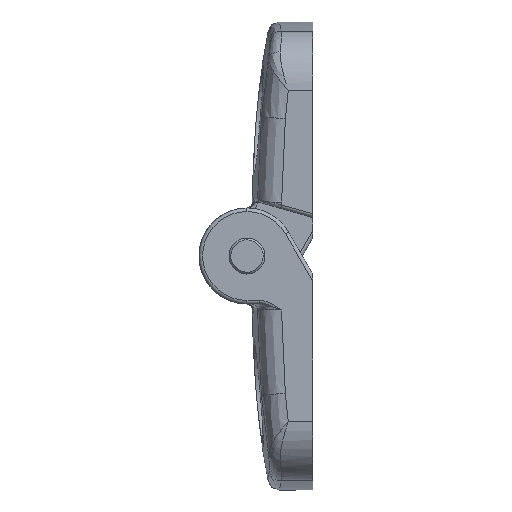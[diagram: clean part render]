
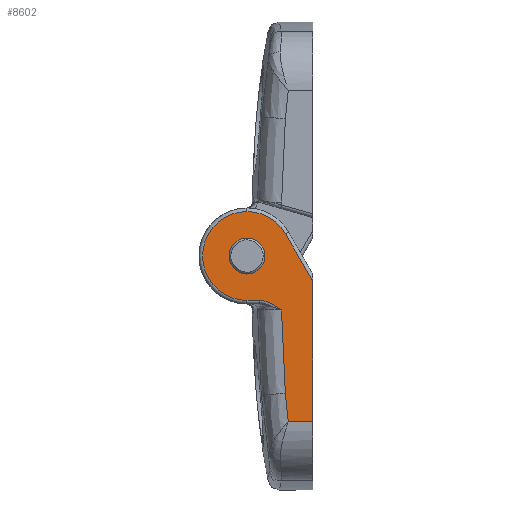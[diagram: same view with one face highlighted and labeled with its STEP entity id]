
A CAD part, left-side view. The second image highlights one B-rep face of the part: STEP entity #8602.
In plain terms, the highlighted planar face has unit normal (-1, 0, 0).
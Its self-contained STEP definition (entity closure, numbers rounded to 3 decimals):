
#205 = CARTESIAN_POINT ( 'NONE',  ( -15., 2.238, -12.215 ) ) ;
#213 = DIRECTION ( 'NONE',  ( 0., 0., 1. ) ) ;
#280 = CARTESIAN_POINT ( 'NONE',  ( -15., 2.306, -11.43 ) ) ;
#431 = EDGE_CURVE ( 'NONE', #10513, #7307, #3367, .T. ) ;
#720 = EDGE_CURVE ( 'NONE', #10646, #5730, #3718, .T. ) ;
#820 = CARTESIAN_POINT ( 'NONE',  ( -15., 3.179, -4.117 ) ) ;
#1007 = CARTESIAN_POINT ( 'NONE',  ( -15., 2.622, -4.5 ) ) ;
#1128 = CARTESIAN_POINT ( 'NONE',  ( -15., 5.5, 0. ) ) ;
#1154 = AXIS2_PLACEMENT_3D ( 'NONE', #5804, #6634, #7491 ) ;
#1296 = CARTESIAN_POINT ( 'NONE',  ( -15., 9.5, -13.782 ) ) ;
#1393 = DIRECTION ( 'NONE',  ( 0., 0.5, 0.866 ) ) ;
#1435 = VECTOR ( 'NONE', #1393, 1000. ) ;
#1638 = CARTESIAN_POINT ( 'NONE',  ( -15., 2.622, -4.5 ) ) ;
#1813 = EDGE_CURVE ( 'NONE', #10513, #5656, #7924, .T. ) ;
#2069 = ORIENTED_EDGE ( 'NONE', *, *, #3156, .T. ) ;
#2144 = CARTESIAN_POINT ( 'NONE',  ( -15., 2.609, -6.814 ) ) ;
#2183 = CARTESIAN_POINT ( 'NONE',  ( -15., 2.306, -11.43 ) ) ;
#2189 = VECTOR ( 'NONE', #9340, 1000. ) ;
#2469 = VECTOR ( 'NONE', #9057, 1000. ) ;
#2611 = ORIENTED_EDGE ( 'NONE', *, *, #6633, .T. ) ;
#2656 = DIRECTION ( 'NONE',  ( 0., 0., 1. ) ) ;
#2659 = EDGE_CURVE ( 'NONE', #5714, #3963, #4692, .T. ) ;
#2755 = CARTESIAN_POINT ( 'NONE',  ( -15., 2.066, -13.782 ) ) ;
#3156 = EDGE_CURVE ( 'NONE', #5656, #5714, #10482, .T. ) ;
#3184 = DIRECTION ( 'NONE',  ( 0., 0., 1. ) ) ;
#3253 = DIRECTION ( 'NONE',  ( 0., 0., 1. ) ) ;
#3367 = LINE ( 'NONE', #6007, #2189 ) ;
#3429 = AXIS2_PLACEMENT_3D ( 'NONE', #1128, #9077, #3184 ) ;
#3504 = FACE_BOUND ( 'NONE', #10566, .T. ) ;
#3640 = CARTESIAN_POINT ( 'NONE',  ( -15., 0., -13.782 ) ) ;
#3718 = CIRCLE ( 'NONE', #3429, 1.5 ) ;
#3768 = FACE_OUTER_BOUND ( 'NONE', #5251, .T. ) ;
#3963 = VERTEX_POINT ( 'NONE', #5248 ) ;
#4010 = CARTESIAN_POINT ( 'NONE',  ( -15., 4.122, -3.7 ) ) ;
#4225 = ORIENTED_EDGE ( 'NONE', *, *, #6553, .T. ) ;
#4563 = CARTESIAN_POINT ( 'NONE',  ( -15., 2.158, -13. ) ) ;
#4607 = VECTOR ( 'NONE', #10535, 1000. ) ;
#4692 = CIRCLE ( 'NONE', #8419, 3.7 ) ;
#4696 = ORIENTED_EDGE ( 'NONE', *, *, #2659, .T. ) ;
#4890 = VERTEX_POINT ( 'NONE', #1007 ) ;
#4921 = CARTESIAN_POINT ( 'NONE',  ( -15., -84.5, -4. ) ) ;
#5021 = DIRECTION ( 'NONE',  ( -1., 0., 0. ) ) ;
#5248 = CARTESIAN_POINT ( 'NONE',  ( -15., 5.5, -3.7 ) ) ;
#5251 = EDGE_LOOP ( 'NONE', ( #7610, #10447, #5556, #2611, #4225, #7950, #6658, #2069, #4696 ) ) ;
#5268 = DIRECTION ( 'NONE',  ( -1., 0., 0. ) ) ;
#5383 = CARTESIAN_POINT ( 'NONE',  ( -15., 2.306, -11.43 ) ) ;
#5399 = ORIENTED_EDGE ( 'NONE', *, *, #720, .F. ) ;
#5556 = ORIENTED_EDGE ( 'NONE', *, *, #8826, .T. ) ;
#5656 = VERTEX_POINT ( 'NONE', #6341 ) ;
#5710 = CARTESIAN_POINT ( 'NONE',  ( -15., 4.455, -3.7 ) ) ;
#5714 = VERTEX_POINT ( 'NONE', #9818 ) ;
#5730 = VERTEX_POINT ( 'NONE', #8106 ) ;
#5804 = CARTESIAN_POINT ( 'NONE',  ( -15., 5.5, 0. ) ) ;
#5821 = EDGE_CURVE ( 'NONE', #5730, #10646, #9091, .T. ) ;
#5876 = CARTESIAN_POINT ( 'NONE',  ( -15., 3.781, -3.815 ) ) ;
#5937 = VERTEX_POINT ( 'NONE', #9216 ) ;
#6007 = CARTESIAN_POINT ( 'NONE',  ( -15., 0., -1.75 ) ) ;
#6341 = CARTESIAN_POINT ( 'NONE',  ( -15., 2.296, 1.85 ) ) ;
#6553 = EDGE_CURVE ( 'NONE', #5937, #7307, #6597, .T. ) ;
#6597 = LINE ( 'NONE', #1296, #4607 ) ;
#6633 = EDGE_CURVE ( 'NONE', #7126, #5937, #10741, .T. ) ;
#6634 = DIRECTION ( 'NONE',  ( -1., 0., 0. ) ) ;
#6658 = ORIENTED_EDGE ( 'NONE', *, *, #1813, .T. ) ;
#6724 = CARTESIAN_POINT ( 'NONE',  ( -15., 2.902, -4.308 ) ) ;
#6861 = PLANE ( 'NONE',  #8098 ) ;
#7126 = VERTEX_POINT ( 'NONE', #5383 ) ;
#7157 = EDGE_CURVE ( 'NONE', #7548, #4890, #10759, .T. ) ;
#7307 = VERTEX_POINT ( 'NONE', #3640 ) ;
#7491 = DIRECTION ( 'NONE',  ( 0., 0., 1. ) ) ;
#7548 = VERTEX_POINT ( 'NONE', #9126 ) ;
#7610 = ORIENTED_EDGE ( 'NONE', *, *, #7618, .T. ) ;
#7618 = EDGE_CURVE ( 'NONE', #3963, #7548, #10652, .T. ) ;
#7736 = DIRECTION ( 'NONE',  ( -1., 0., 0. ) ) ;
#7759 = CARTESIAN_POINT ( 'NONE',  ( -15., 5.5, 1.5 ) ) ;
#7924 = LINE ( 'NONE', #8892, #1435 ) ;
#7938 = CARTESIAN_POINT ( 'NONE',  ( -15., 2.622, -4.5 ) ) ;
#7950 = ORIENTED_EDGE ( 'NONE', *, *, #431, .F. ) ;
#8098 = AXIS2_PLACEMENT_3D ( 'NONE', #4921, #7736, #2656 ) ;
#8106 = CARTESIAN_POINT ( 'NONE',  ( -15., 5.5, -1.5 ) ) ;
#8111 = CARTESIAN_POINT ( 'NONE',  ( -15., 2.503, -9.124 ) ) ;
#8368 = AXIS2_PLACEMENT_3D ( 'NONE', #10059, #5021, #3253 ) ;
#8369 = B_SPLINE_CURVE_WITH_KNOTS ( 'NONE', 3,
 ( #7938, #2144, #8111, #2183 ),
 .UNSPECIFIED., .F., .F.,
 ( 4, 4 ),
 ( 0., 0.007 ),
 .UNSPECIFIED. ) ;
#8419 = AXIS2_PLACEMENT_3D ( 'NONE', #10297, #5268, #213 ) ;
#8602 = ADVANCED_FACE ( 'NONE', ( #3504, #3768 ), #6861, .T. ) ;
#8826 = EDGE_CURVE ( 'NONE', #4890, #7126, #8369, .T. ) ;
#8892 = CARTESIAN_POINT ( 'NONE',  ( -15., 2.296, 1.85 ) ) ;
#9057 = DIRECTION ( 'NONE',  ( 0., -1., 0. ) ) ;
#9077 = DIRECTION ( 'NONE',  ( -1., 0., 0. ) ) ;
#9091 = CIRCLE ( 'NONE', #8368, 1.5 ) ;
#9126 = CARTESIAN_POINT ( 'NONE',  ( -15., 4.455, -3.7 ) ) ;
#9207 = CARTESIAN_POINT ( 'NONE',  ( -15., 4.111, -3.7 ) ) ;
#9216 = CARTESIAN_POINT ( 'NONE',  ( -15., 2.066, -13.782 ) ) ;
#9340 = DIRECTION ( 'NONE',  ( 0., 0., -1. ) ) ;
#9681 = ORIENTED_EDGE ( 'NONE', *, *, #5821, .F. ) ;
#9818 = CARTESIAN_POINT ( 'NONE',  ( -15., 5.5, 3.7 ) ) ;
#10059 = CARTESIAN_POINT ( 'NONE',  ( -15., 5.5, 0. ) ) ;
#10297 = CARTESIAN_POINT ( 'NONE',  ( -15., 5.5, 0. ) ) ;
#10447 = ORIENTED_EDGE ( 'NONE', *, *, #7157, .T. ) ;
#10482 = CIRCLE ( 'NONE', #1154, 3.7 ) ;
#10513 = VERTEX_POINT ( 'NONE', #10838 ) ;
#10535 = DIRECTION ( 'NONE',  ( 0., -1., 0. ) ) ;
#10566 = EDGE_LOOP ( 'NONE', ( #5399, #9681 ) ) ;
#10646 = VERTEX_POINT ( 'NONE', #7759 ) ;
#10652 = LINE ( 'NONE', #4010, #2469 ) ;
#10741 = B_SPLINE_CURVE_WITH_KNOTS ( 'NONE', 3,
 ( #280, #205, #4563, #2755 ),
 .UNSPECIFIED., .F., .F.,
 ( 4, 4 ),
 ( 0., 0.002 ),
 .UNSPECIFIED. ) ;
#10759 = B_SPLINE_CURVE_WITH_KNOTS ( 'NONE', 3,
 ( #5710, #9207, #5876, #820, #6724, #1638 ),
 .UNSPECIFIED., .F., .F.,
 ( 4, 2, 4 ),
 ( 0., 0.001, 0.002 ),
 .UNSPECIFIED. ) ;
#10838 = CARTESIAN_POINT ( 'NONE',  ( -15., 0., -2.126 ) ) ;
